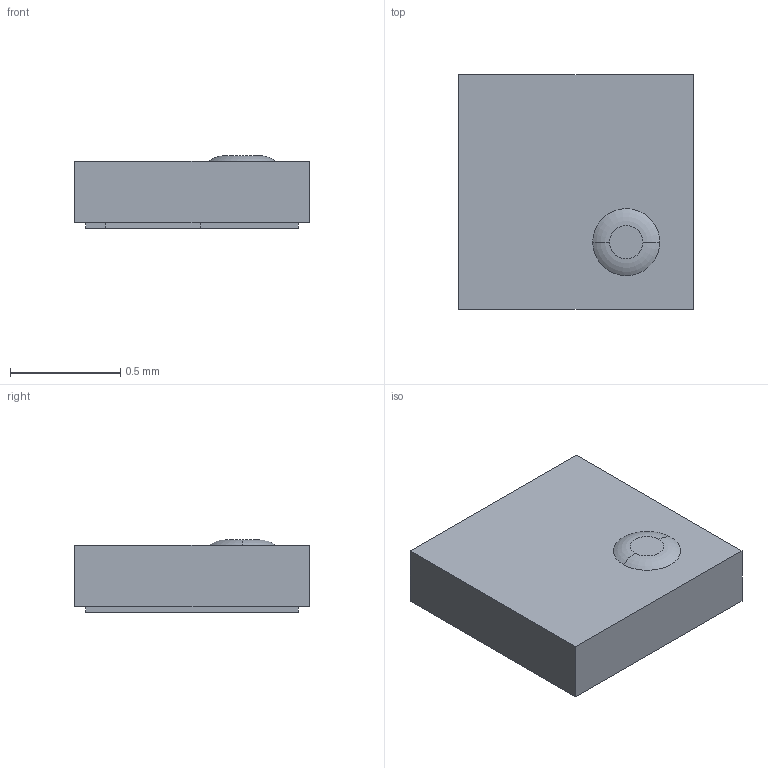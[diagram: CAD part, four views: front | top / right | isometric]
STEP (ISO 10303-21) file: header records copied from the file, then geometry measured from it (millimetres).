
FILE_DESCRIPTION (( 'STEP AP203' ), '1' );
FILE_NAME ('C1A50Z5-F12.STEP', '2026-02-02T17:56:24', ( '' ), ( '' ), 'SwSTEP 2.0', 'SolidWorks 2023', '' );
FILE_SCHEMA (( 'CONFIG_CONTROL_DESIGN' ));
Length unit declared in the file: inch
Products named in the file (1): C1A50Z5-F12
Bounding box: 1.07 x 1.07 x 0.33 mm (x, y, z)
Volume: 0.3 mm3; surface area: 3.6 mm2
Topology: 1 solids, 1 shells, 19 faces, 42 edges, 28 vertices
Faces by surface type: plane 17, torus 2
Entity records: 601 total; most frequent: CARTESIAN_POINT 90, DIRECTION 88, ORIENTED_EDGE 84, EDGE_CURVE 42, VECTOR 36, LINE 36, VERTEX_POINT 28, AXIS2_PLACEMENT_3D 26
